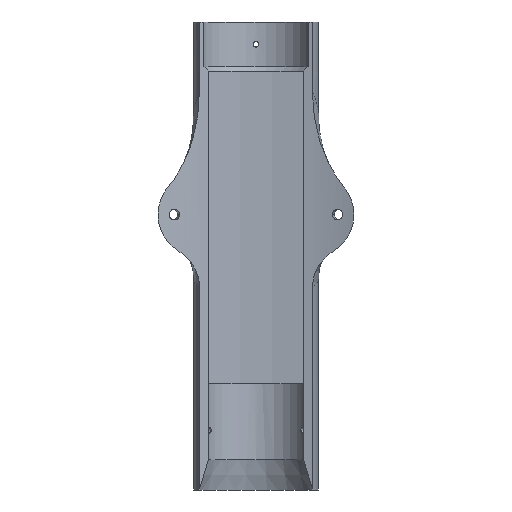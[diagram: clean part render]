
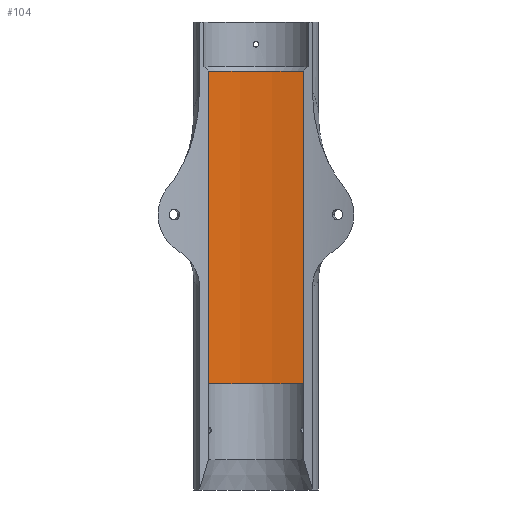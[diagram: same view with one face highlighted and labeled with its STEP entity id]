
A CAD part, front view. The second image highlights one B-rep face of the part: STEP entity #104.
In plain terms, the highlighted cylindrical face has radius 80.518 mm (diameter 161.036 mm), a partial arc.
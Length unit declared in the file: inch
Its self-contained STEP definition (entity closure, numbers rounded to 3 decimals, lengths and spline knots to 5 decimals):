
#67 = LINE ( 'NONE', #1241, #2555 ) ;
#104 = ADVANCED_FACE ( 'NONE', ( #2221 ), #489, .F. ) ;
#351 = EDGE_CURVE ( 'NONE', #2249, #2023, #67, .T. ) ;
#486 = EDGE_CURVE ( 'NONE', #2023, #1344, #1461, .T. ) ;
#489 = CYLINDRICAL_SURFACE ( 'NONE', #3231, 3.17 ) ;
#563 = CARTESIAN_POINT ( 'NONE',  ( 0., -3.4, 4.36 ) ) ;
#758 = DIRECTION ( 'NONE',  ( -1., 0., 0. ) ) ;
#807 = CARTESIAN_POINT ( 'NONE',  ( -0.53167, -0.2749, 0.85 ) ) ;
#1006 = AXIS2_PLACEMENT_3D ( 'NONE', #563, #1121, #2225 ) ;
#1086 = CARTESIAN_POINT ( 'NONE',  ( 0.53142, -0.27486, 4.36 ) ) ;
#1121 = DIRECTION ( 'NONE',  ( 0., 0., -1. ) ) ;
#1134 = ORIENTED_EDGE ( 'NONE', *, *, #486, .T. ) ;
#1241 = CARTESIAN_POINT ( 'NONE',  ( -0.53167, -0.2749, 5.59694 ) ) ;
#1260 = DIRECTION ( 'NONE',  ( 0., 0., -1. ) ) ;
#1344 = VERTEX_POINT ( 'NONE', #2838 ) ;
#1350 = VERTEX_POINT ( 'NONE', #1086 ) ;
#1461 = CIRCLE ( 'NONE', #1964, 3.17 ) ;
#1498 = EDGE_CURVE ( 'NONE', #1350, #1344, #1841, .T. ) ;
#1548 = CARTESIAN_POINT ( 'NONE',  ( 0.53142, -0.27486, 5.59694 ) ) ;
#1622 = EDGE_CURVE ( 'NONE', #2249, #1350, #2586, .T. ) ;
#1632 = DIRECTION ( 'NONE',  ( 1., 0., 0. ) ) ;
#1691 = DIRECTION ( 'NONE',  ( 0., 0., -1. ) ) ;
#1841 = LINE ( 'NONE', #1548, #2847 ) ;
#1878 = DIRECTION ( 'NONE',  ( 0., 0., -1. ) ) ;
#1899 = ORIENTED_EDGE ( 'NONE', *, *, #1622, .F. ) ;
#1925 = ORIENTED_EDGE ( 'NONE', *, *, #351, .T. ) ;
#1953 = CARTESIAN_POINT ( 'NONE',  ( 0., -3.4, 0.85 ) ) ;
#1964 = AXIS2_PLACEMENT_3D ( 'NONE', #1953, #2495, #1632 ) ;
#1984 = EDGE_LOOP ( 'NONE', ( #1899, #1925, #1134, #3554 ) ) ;
#1985 = CARTESIAN_POINT ( 'NONE',  ( -0.53167, -0.2749, 4.36 ) ) ;
#2023 = VERTEX_POINT ( 'NONE', #807 ) ;
#2221 = FACE_OUTER_BOUND ( 'NONE', #1984, .T. ) ;
#2225 = DIRECTION ( 'NONE',  ( 1., 0., 0. ) ) ;
#2249 = VERTEX_POINT ( 'NONE', #1985 ) ;
#2495 = DIRECTION ( 'NONE',  ( 0., 0., -1. ) ) ;
#2555 = VECTOR ( 'NONE', #1260, 39.37008 ) ;
#2586 = CIRCLE ( 'NONE', #1006, 3.17 ) ;
#2838 = CARTESIAN_POINT ( 'NONE',  ( 0.53142, -0.27486, 0.85 ) ) ;
#2847 = VECTOR ( 'NONE', #1878, 39.37008 ) ;
#3231 = AXIS2_PLACEMENT_3D ( 'NONE', #3690, #1691, #758 ) ;
#3554 = ORIENTED_EDGE ( 'NONE', *, *, #1498, .F. ) ;
#3690 = CARTESIAN_POINT ( 'NONE',  ( 0., -3.4, 5.59694 ) ) ;
